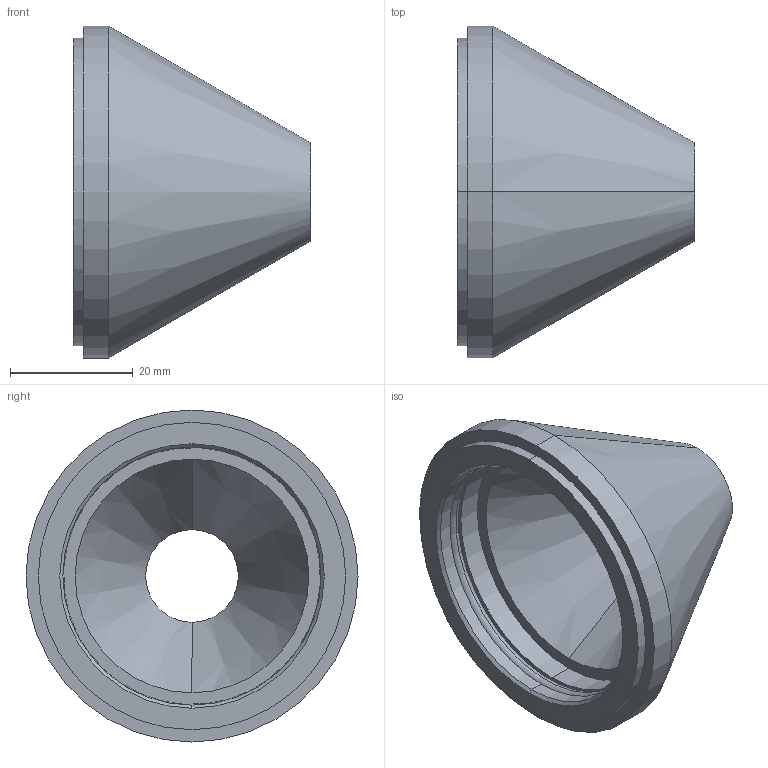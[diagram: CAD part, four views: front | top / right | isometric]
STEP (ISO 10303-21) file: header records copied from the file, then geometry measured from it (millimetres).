
FILE_DESCRIPTION (( 'STEP AP214' ), '1' );
FILE_NAME ('EL II-15-K-60.STEP', '2019-11-07T13:18:41', ( '' ), ( '' ), 'SwSTEP 2.0', 'SolidWorks 2019', '' );
FILE_SCHEMA (( 'AUTOMOTIVE_DESIGN' ));
Length unit declared in the file: millimetre
Products named in the file (1): EL II-15-K-60
Bounding box: 38.7 x 54 x 54 mm (x, y, z)
Surface area: 10319.9 mm2 (no closed solid volume)
Topology: 0 solids, 2 shells, 25 faces, 54 edges, 34 vertices
Faces by surface type: cylinder 10, cone 6, plane 5, torus 4
Entity records: 993 total; most frequent: DIRECTION 144, CARTESIAN_POINT 114, ORIENTED_EDGE 100, AXIS2_PLACEMENT_3D 64, EDGE_CURVE 54, CIRCLE 38, VERTEX_POINT 34, EDGE_LOOP 30
